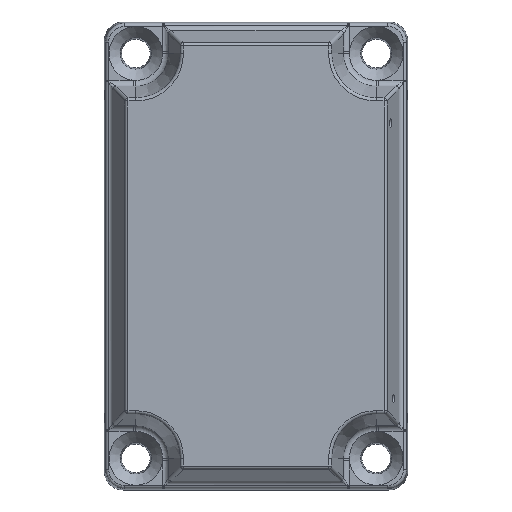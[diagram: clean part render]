
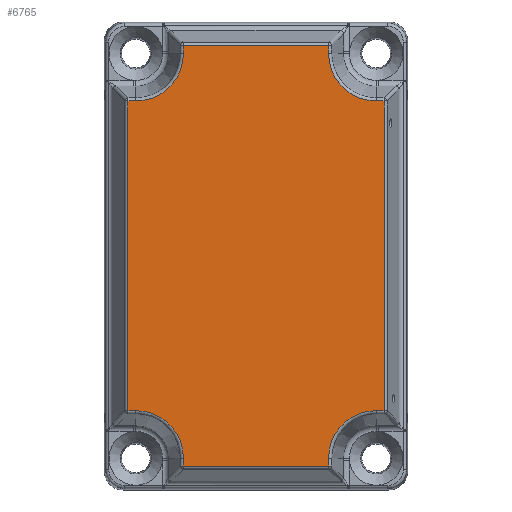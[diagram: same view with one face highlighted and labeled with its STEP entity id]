
A CAD part, top view. The second image highlights one B-rep face of the part: STEP entity #6765.
In plain terms, the highlighted planar face has unit normal (0, 0, 1).
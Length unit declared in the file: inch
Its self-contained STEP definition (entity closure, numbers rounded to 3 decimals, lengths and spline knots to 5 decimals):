
#367=PLANE('',#7350);
#780=FACE_OUTER_BOUND('',#1194,.T.);
#1194=EDGE_LOOP('',(#5109,#5110,#5111,#5112,#5113,#5114,#5115,#5116,#5117,
#5118,#5119,#5120,#5121,#5122,#5123,#5124));
#1575=LINE('',#10373,#2193);
#1579=LINE('',#10431,#2197);
#1581=LINE('',#10440,#2199);
#1583=LINE('',#10457,#2201);
#1587=LINE('',#10508,#2205);
#1589=LINE('',#10517,#2207);
#1591=LINE('',#10520,#2209);
#1595=LINE('',#10529,#2213);
#1597=LINE('',#10538,#2215);
#1603=LINE('',#10582,#2221);
#1607=LINE('',#10591,#2225);
#1609=LINE('',#10600,#2227);
#2193=VECTOR('',#8060,0.3937);
#2197=VECTOR('',#8092,0.3937);
#2199=VECTOR('',#8104,0.3937);
#2201=VECTOR('',#8124,0.3937);
#2205=VECTOR('',#8148,0.3937);
#2207=VECTOR('',#8160,0.3937);
#2209=VECTOR('',#8164,0.3937);
#2213=VECTOR('',#8174,0.3937);
#2215=VECTOR('',#8186,0.3937);
#2221=VECTOR('',#8204,0.3937);
#2225=VECTOR('',#8214,0.3937);
#2227=VECTOR('',#8226,0.3937);
#2841=CIRCLE('',#7278,0.47045);
#2855=CIRCLE('',#7302,0.47045);
#2859=CIRCLE('',#7311,0.47045);
#2864=CIRCLE('',#7325,0.47045);
#3066=VERTEX_POINT('',#10355);
#3069=VERTEX_POINT('',#10362);
#3072=VERTEX_POINT('',#10369);
#3074=VERTEX_POINT('',#10377);
#3080=VERTEX_POINT('',#10424);
#3082=VERTEX_POINT('',#10429);
#3084=VERTEX_POINT('',#10435);
#3087=VERTEX_POINT('',#10446);
#3090=VERTEX_POINT('',#10453);
#3092=VERTEX_POINT('',#10461);
#3097=VERTEX_POINT('',#10506);
#3099=VERTEX_POINT('',#10512);
#3101=VERTEX_POINT('',#10527);
#3103=VERTEX_POINT('',#10533);
#3107=VERTEX_POINT('',#10589);
#3109=VERTEX_POINT('',#10595);
#3780=EDGE_CURVE('',#3066,#3072,#1575,.T.);
#3794=EDGE_CURVE('',#3082,#3080,#1579,.T.);
#3797=EDGE_CURVE('',#3084,#3082,#2841,.T.);
#3799=EDGE_CURVE('',#3072,#3084,#1581,.T.);
#3807=EDGE_CURVE('',#3080,#3090,#1583,.T.);
#3818=EDGE_CURVE('',#3097,#3092,#1587,.T.);
#3821=EDGE_CURVE('',#3099,#3097,#2855,.T.);
#3823=EDGE_CURVE('',#3090,#3099,#1589,.T.);
#3825=EDGE_CURVE('',#3092,#3087,#1591,.T.);
#3830=EDGE_CURVE('',#3101,#3074,#1595,.T.);
#3833=EDGE_CURVE('',#3103,#3101,#2859,.T.);
#3835=EDGE_CURVE('',#3087,#3103,#1597,.T.);
#3844=EDGE_CURVE('',#3074,#3069,#1603,.T.);
#3849=EDGE_CURVE('',#3107,#3066,#1607,.T.);
#3852=EDGE_CURVE('',#3109,#3107,#2864,.T.);
#3854=EDGE_CURVE('',#3069,#3109,#1609,.T.);
#5109=ORIENTED_EDGE('',*,*,#3830,.F.);
#5110=ORIENTED_EDGE('',*,*,#3833,.F.);
#5111=ORIENTED_EDGE('',*,*,#3835,.F.);
#5112=ORIENTED_EDGE('',*,*,#3825,.F.);
#5113=ORIENTED_EDGE('',*,*,#3818,.F.);
#5114=ORIENTED_EDGE('',*,*,#3821,.F.);
#5115=ORIENTED_EDGE('',*,*,#3823,.F.);
#5116=ORIENTED_EDGE('',*,*,#3807,.F.);
#5117=ORIENTED_EDGE('',*,*,#3794,.F.);
#5118=ORIENTED_EDGE('',*,*,#3797,.F.);
#5119=ORIENTED_EDGE('',*,*,#3799,.F.);
#5120=ORIENTED_EDGE('',*,*,#3780,.F.);
#5121=ORIENTED_EDGE('',*,*,#3849,.F.);
#5122=ORIENTED_EDGE('',*,*,#3852,.F.);
#5123=ORIENTED_EDGE('',*,*,#3854,.F.);
#5124=ORIENTED_EDGE('',*,*,#3844,.F.);
#6765=ADVANCED_FACE('',(#780),#367,.T.);
#7278=AXIS2_PLACEMENT_3D('',#10437,#8098,#8099);
#7302=AXIS2_PLACEMENT_3D('',#10514,#8154,#8155);
#7311=AXIS2_PLACEMENT_3D('',#10535,#8180,#8181);
#7325=AXIS2_PLACEMENT_3D('',#10597,#8220,#8221);
#7350=AXIS2_PLACEMENT_3D('',#10680,#8289,#8290);
#8060=DIRECTION('',(0.,-1.,0.));
#8092=DIRECTION('',(0.,-1.,0.));
#8098=DIRECTION('center_axis',(0.,0.,1.));
#8099=DIRECTION('ref_axis',(-0.707,0.707,0.));
#8104=DIRECTION('',(-1.,0.,0.));
#8124=DIRECTION('',(-1.,0.,0.));
#8148=DIRECTION('',(-1.,0.,0.));
#8154=DIRECTION('center_axis',(0.,0.,1.));
#8155=DIRECTION('ref_axis',(0.707,0.707,0.));
#8160=DIRECTION('',(0.,1.,0.));
#8164=DIRECTION('',(0.,1.,0.));
#8174=DIRECTION('',(0.,1.,0.));
#8180=DIRECTION('center_axis',(0.,0.,1.));
#8181=DIRECTION('ref_axis',(0.707,-0.707,0.));
#8186=DIRECTION('',(1.,0.,0.));
#8204=DIRECTION('',(1.,0.,0.));
#8214=DIRECTION('',(1.,0.,0.));
#8220=DIRECTION('center_axis',(0.,0.,1.));
#8221=DIRECTION('ref_axis',(-0.707,-0.707,0.));
#8226=DIRECTION('',(0.,-1.,0.));
#8289=DIRECTION('center_axis',(0.,0.,1.));
#8290=DIRECTION('ref_axis',(1.,0.,0.));
#10355=CARTESIAN_POINT('',(1.26482,1.52955,1.0625));
#10362=CARTESIAN_POINT('',(0.71705,2.07732,1.0625));
#10369=CARTESIAN_POINT('',(1.26482,-1.52955,1.0625));
#10373=CARTESIAN_POINT('',(1.26482,-1.11764,1.0625));
#10377=CARTESIAN_POINT('',(-0.71705,2.07732,1.0625));
#10424=CARTESIAN_POINT('',(0.71705,-2.07732,1.0625));
#10429=CARTESIAN_POINT('',(0.71705,-2.,1.0625));
#10431=CARTESIAN_POINT('',(0.71705,-1.,1.0625));
#10435=CARTESIAN_POINT('',(1.1875,-1.52955,1.0625));
#10437=CARTESIAN_POINT('Origin',(1.1875,-2.,1.0625));
#10440=CARTESIAN_POINT('',(0.75,-1.52955,1.0625));
#10446=CARTESIAN_POINT('',(-1.26482,1.52955,1.0625));
#10453=CARTESIAN_POINT('',(-0.71705,-2.07732,1.0625));
#10457=CARTESIAN_POINT('',(-0.71139,-2.07732,1.0625));
#10461=CARTESIAN_POINT('',(-1.26482,-1.52955,1.0625));
#10506=CARTESIAN_POINT('',(-1.1875,-1.52955,1.0625));
#10508=CARTESIAN_POINT('',(-0.75,-1.52955,1.0625));
#10512=CARTESIAN_POINT('',(-0.71705,-2.,1.0625));
#10514=CARTESIAN_POINT('Origin',(-1.1875,-2.,1.0625));
#10517=CARTESIAN_POINT('',(-0.71705,-1.,1.0625));
#10520=CARTESIAN_POINT('',(-1.26482,1.11764,1.0625));
#10527=CARTESIAN_POINT('',(-0.71705,2.,1.0625));
#10529=CARTESIAN_POINT('',(-0.71705,1.,1.0625));
#10533=CARTESIAN_POINT('',(-1.1875,1.52955,1.0625));
#10535=CARTESIAN_POINT('Origin',(-1.1875,2.,1.0625));
#10538=CARTESIAN_POINT('',(-0.75,1.52955,1.0625));
#10582=CARTESIAN_POINT('',(0.71139,2.07732,1.0625));
#10589=CARTESIAN_POINT('',(1.1875,1.52955,1.0625));
#10591=CARTESIAN_POINT('',(0.75,1.52955,1.0625));
#10595=CARTESIAN_POINT('',(0.71705,2.,1.0625));
#10597=CARTESIAN_POINT('Origin',(1.1875,2.,1.0625));
#10600=CARTESIAN_POINT('',(0.71705,1.,1.0625));
#10680=CARTESIAN_POINT('Origin',(0.,0.,1.0625));
